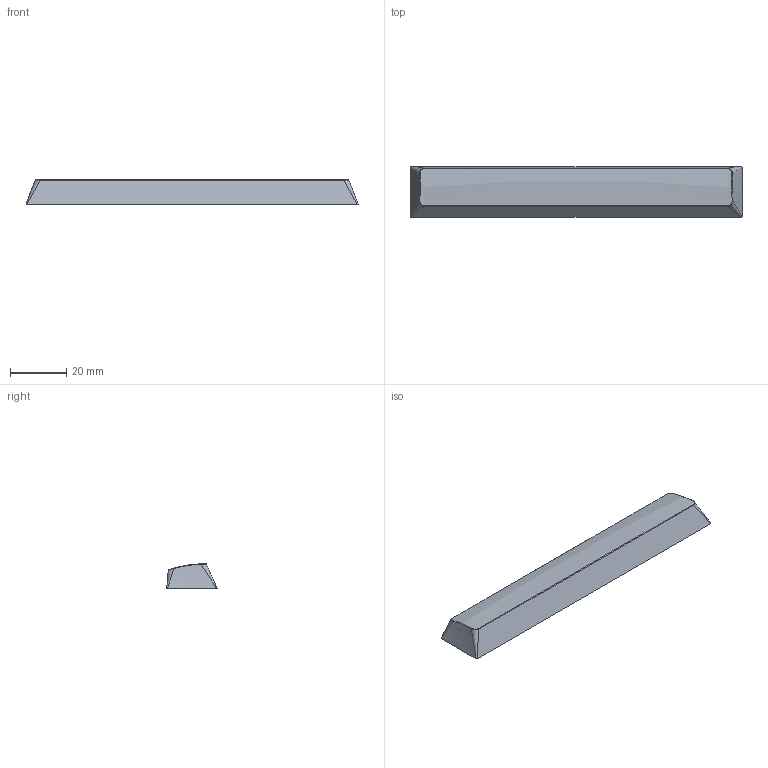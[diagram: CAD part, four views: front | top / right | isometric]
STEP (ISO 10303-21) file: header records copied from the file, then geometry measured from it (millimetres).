
FILE_DESCRIPTION(('STEP AP214'),'1');
FILE_NAME('625u.stp','2023-10-10T17:26:40',(' '),(' '),'Spatial InterOp 3D',' ',' ');
FILE_SCHEMA(('AUTOMOTIVE_DESIGN { 1 0 10303 214 1 1 1 1 }'));
Length unit declared in the file: metre
Products named in the file (1): 4D7
Bounding box: 118.01 x 18 x 8.7 mm (x, y, z)
Volume: 5277.3 mm3; surface area: 9089.7 mm2
Topology: 1 solids, 1 shells, 197 faces, 556 edges, 368 vertices
Faces by surface type: plane 146, bspline 39, cylinder 12
Entity records: 7361 total; most frequent: CARTESIAN_POINT 2323, ORIENTED_EDGE 1112, DIRECTION 950, EDGE_CURVE 556, LINE 380, VECTOR 380, VERTEX_POINT 368, AXIS2_PLACEMENT_3D 285
